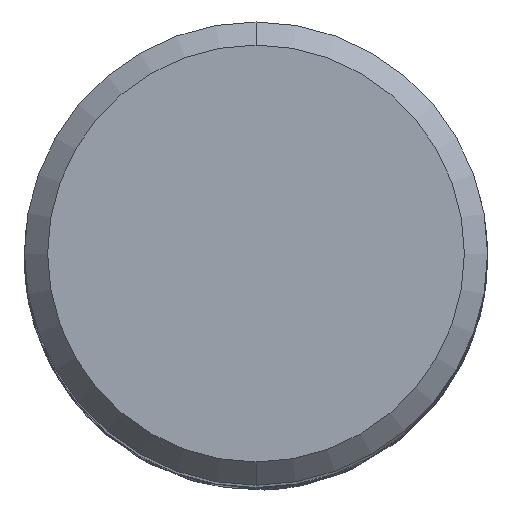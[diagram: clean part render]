
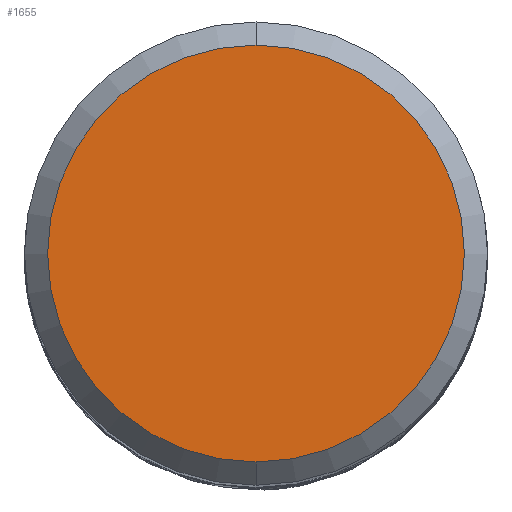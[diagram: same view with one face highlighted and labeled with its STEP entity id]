
A CAD part, top view. The second image highlights one B-rep face of the part: STEP entity #1655.
In plain terms, the highlighted planar face has unit normal (0, 0, 1).
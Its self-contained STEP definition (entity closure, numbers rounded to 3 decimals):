
#615=EDGE_CURVE('',#981,#651,#1790,.T.);
#651=VERTEX_POINT('',#1827);
#903=EDGE_CURVE('',#651,#981,#2100,.T.);
#981=VERTEX_POINT('',#2191);
#1655=ADVANCED_FACE('',(#2925),#2926,.T.);
#1790=CIRCLE('',#3069,9.0);
#1827=CARTESIAN_POINT('',(0.,-9.0,0.0));
#2100=CIRCLE('',#6561,9.0);
#2191=CARTESIAN_POINT('',(0.0,9.0,0.0));
#2925=FACE_OUTER_BOUND('',#18046,.T.);
#2926=PLANE('',#18047);
#3069=AXIS2_PLACEMENT_3D('',#19669,#19670,#19671);
#6561=AXIS2_PLACEMENT_3D('',#19923,#19924,#19925);
#18046=EDGE_LOOP('',(#20788,#20789));
#18047=AXIS2_PLACEMENT_3D('',#20790,#20791,#20792);
#19669=CARTESIAN_POINT('',(0.0,0.0,0.0));
#19670=DIRECTION('',(0.0,0.0,-1.0));
#19671=DIRECTION('',(0.0,1.0,0.0));
#19923=CARTESIAN_POINT('',(0.0,0.0,0.0));
#19924=DIRECTION('',(0.0,0.0,-1.0));
#19925=DIRECTION('',(0.0,1.0,0.0));
#20788=ORIENTED_EDGE('',*,*,#615,.F.);
#20789=ORIENTED_EDGE('',*,*,#903,.F.);
#20790=CARTESIAN_POINT('',(0.0,4.5,0.0));
#20791=DIRECTION('',(-0.0,0.0,1.0));
#20792=DIRECTION('',(0.0,-1.0,0.0));
